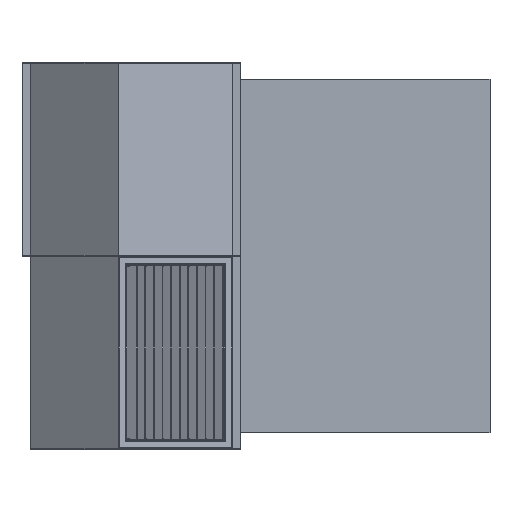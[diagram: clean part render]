
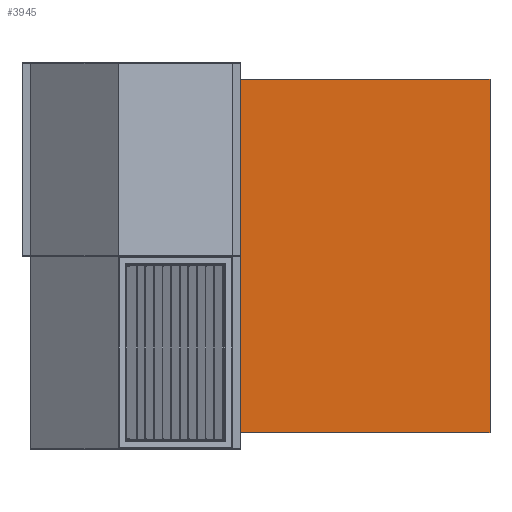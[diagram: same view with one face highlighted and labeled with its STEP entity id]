
A CAD part, left-side view. The second image highlights one B-rep face of the part: STEP entity #3945.
In plain terms, the highlighted face is planar.
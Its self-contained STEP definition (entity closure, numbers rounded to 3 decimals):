
#22 = CARTESIAN_POINT ( 'NONE',  ( 550., 800., 250. ) ) ;
#80 = VERTEX_POINT ( 'NONE', #945 ) ;
#229 = ORIENTED_EDGE ( 'NONE', *, *, #3041, .F. ) ;
#760 = VECTOR ( 'NONE', #4122, 1000. ) ;
#945 = CARTESIAN_POINT ( 'NONE',  ( -550., 775., 250. ) ) ;
#1036 = DIRECTION ( 'NONE',  ( 1., 0., 0. ) ) ;
#1053 = CARTESIAN_POINT ( 'NONE',  ( 550., 775., 250. ) ) ;
#1153 = ORIENTED_EDGE ( 'NONE', *, *, #3285, .T. ) ;
#1202 = VECTOR ( 'NONE', #4377, 1000. ) ;
#1388 = PLANE ( 'NONE',  #2884 ) ;
#1466 = ORIENTED_EDGE ( 'NONE', *, *, #3072, .T. ) ;
#1657 = VERTEX_POINT ( 'NONE', #3897 ) ;
#1808 = DIRECTION ( 'NONE',  ( 0., 0., -1. ) ) ;
#2419 = ORIENTED_EDGE ( 'NONE', *, *, #2911, .F. ) ;
#2752 = DIRECTION ( 'NONE',  ( 1., 0., 0. ) ) ;
#2792 = CARTESIAN_POINT ( 'NONE',  ( -550., 0., 250. ) ) ;
#2884 = AXIS2_PLACEMENT_3D ( 'NONE', #22, #1808, #4676 ) ;
#2911 = EDGE_CURVE ( 'NONE', #80, #4675, #4542, .T. ) ;
#2918 = VECTOR ( 'NONE', #1036, 1000. ) ;
#3041 = EDGE_CURVE ( 'NONE', #4675, #1657, #4475, .T. ) ;
#3072 = EDGE_CURVE ( 'NONE', #4270, #1657, #3943, .T. ) ;
#3285 = EDGE_CURVE ( 'NONE', #80, #4270, #4006, .T. ) ;
#3473 = CARTESIAN_POINT ( 'NONE',  ( -550., 775., 250. ) ) ;
#3699 = CARTESIAN_POINT ( 'NONE',  ( -550., 800., 250. ) ) ;
#3897 = CARTESIAN_POINT ( 'NONE',  ( 550., 0., 250. ) ) ;
#3943 = LINE ( 'NONE', #4393, #5066 ) ;
#3945 = ADVANCED_FACE ( 'NONE', ( #4263 ), #1388, .F. ) ;
#3956 = CARTESIAN_POINT ( 'NONE',  ( 550., 800., 250. ) ) ;
#4006 = LINE ( 'NONE', #3699, #760 ) ;
#4122 = DIRECTION ( 'NONE',  ( 0., -1., 0. ) ) ;
#4263 = FACE_OUTER_BOUND ( 'NONE', #4967, .T. ) ;
#4270 = VERTEX_POINT ( 'NONE', #2792 ) ;
#4377 = DIRECTION ( 'NONE',  ( 0., -1., 0. ) ) ;
#4393 = CARTESIAN_POINT ( 'NONE',  ( 550., 0., 250. ) ) ;
#4475 = LINE ( 'NONE', #3956, #1202 ) ;
#4542 = LINE ( 'NONE', #3473, #2918 ) ;
#4675 = VERTEX_POINT ( 'NONE', #1053 ) ;
#4676 = DIRECTION ( 'NONE',  ( -1., 0., 0. ) ) ;
#4967 = EDGE_LOOP ( 'NONE', ( #2419, #1153, #1466, #229 ) ) ;
#5066 = VECTOR ( 'NONE', #2752, 1000. ) ;
